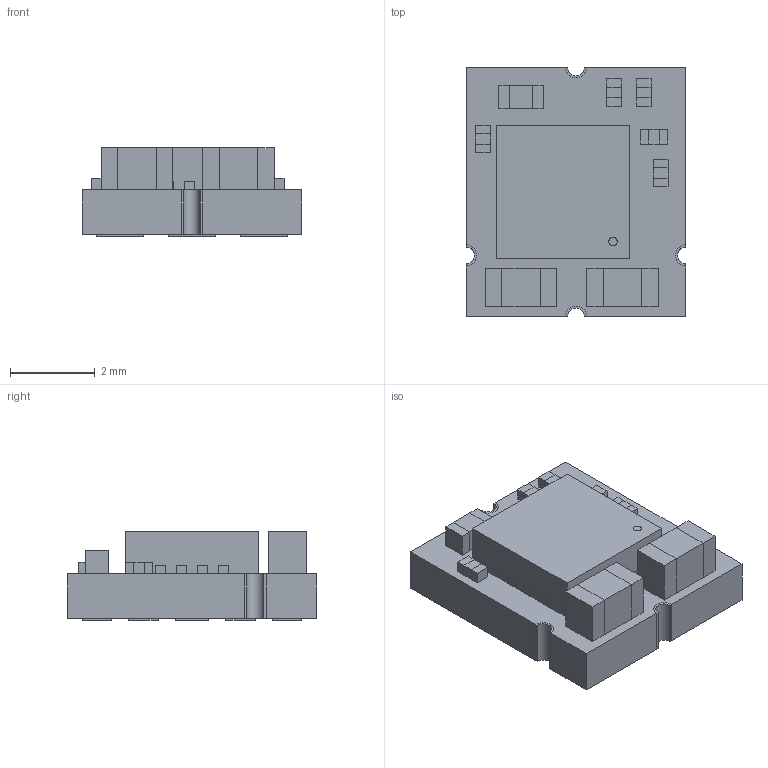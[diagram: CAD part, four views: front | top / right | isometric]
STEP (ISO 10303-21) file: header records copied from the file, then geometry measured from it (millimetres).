
FILE_DESCRIPTION(/* description */ (''),/* implementation_level */ '2;1');
FILE_NAME(/* name */ 'DCDC_MURATA_LXDC55K.stp',/* time_stamp */ '2017-03-15T09:38:09+01:00',/* author */ ('jchouvet'),/* organization */ (''),/* preprocessor_version */ 'ST-DEVELOPER v16.1',/* originating_system */ 'AutoCAD Mechanical',/* authorisation */ '');
FILE_SCHEMA (('AUTOMOTIVE_DESIGN { 1 0 10303 214 3 1 1 }'));
Length unit declared in the file: millimetre
Products named in the file (1): Product
Bounding box: 5.2 x 5.9 x 2.1 mm (x, y, z)
Volume: 46.1 mm3; surface area: 192.1 mm2
Topology: 61 solids, 61 shells, 437 faces, 942 edges, 628 vertices
Faces by surface type: plane 391, cylinder 46
Full cylindrical faces by diameter (mm): 0.2 x2
Entity records: 11685 total; most frequent: CARTESIAN_POINT 2006, DIRECTION 1908, ORIENTED_EDGE 1880, EDGE_CURVE 940, LINE 848, VECTOR 848, VERTEX_POINT 628, AXIS2_PLACEMENT_3D 530
